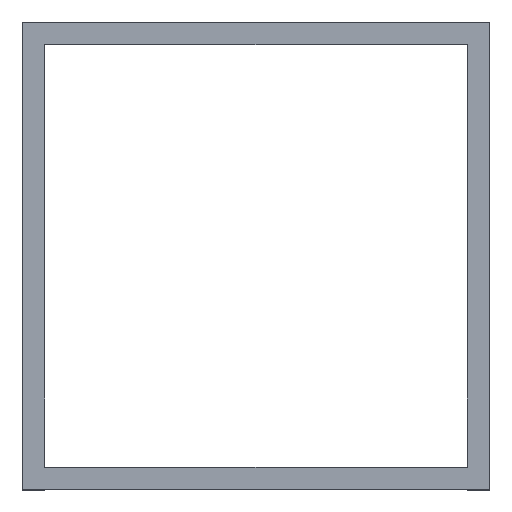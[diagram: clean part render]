
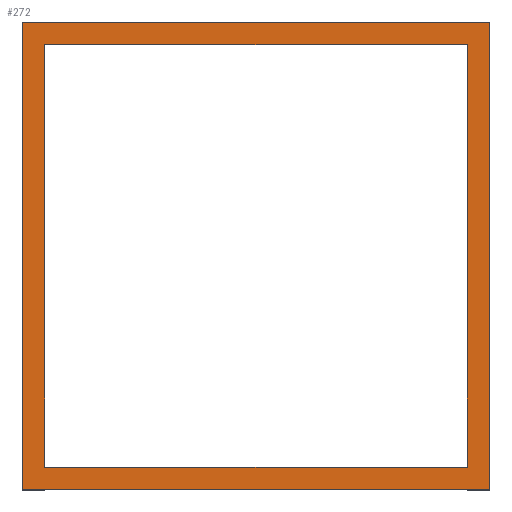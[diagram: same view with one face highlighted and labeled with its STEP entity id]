
A CAD part, top view. The second image highlights one B-rep face of the part: STEP entity #272.
In plain terms, the highlighted planar face has unit normal (0, 0, 1).
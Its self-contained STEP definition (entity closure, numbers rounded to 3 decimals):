
#32 = VERTEX_POINT('',#33);
#33 = CARTESIAN_POINT('',(-72.,-72.,37.));
#39 = EDGE_CURVE('',#32,#40,#42,.T.);
#40 = VERTEX_POINT('',#41);
#41 = CARTESIAN_POINT('',(72.,-72.,37.));
#42 = LINE('',#43,#44);
#43 = CARTESIAN_POINT('',(-72.,-72.,37.));
#44 = VECTOR('',#45,1.);
#45 = DIRECTION('',(1.,0.,0.));
#222 = EDGE_CURVE('',#40,#223,#225,.T.);
#223 = VERTEX_POINT('',#224);
#224 = CARTESIAN_POINT('',(72.,72.,37.));
#225 = LINE('',#226,#227);
#226 = CARTESIAN_POINT('',(72.,-72.,37.));
#227 = VECTOR('',#228,1.);
#228 = DIRECTION('',(0.,1.,0.));
#272 = ADVANCED_FACE('',(#273,#291),#325,.T.);
#273 = FACE_BOUND('',#274,.T.);
#274 = EDGE_LOOP('',(#275,#276,#277,#285));
#275 = ORIENTED_EDGE('',*,*,#39,.T.);
#276 = ORIENTED_EDGE('',*,*,#222,.T.);
#277 = ORIENTED_EDGE('',*,*,#278,.T.);
#278 = EDGE_CURVE('',#223,#279,#281,.T.);
#279 = VERTEX_POINT('',#280);
#280 = CARTESIAN_POINT('',(-72.,72.,37.));
#281 = LINE('',#282,#283);
#282 = CARTESIAN_POINT('',(72.,72.,37.));
#283 = VECTOR('',#284,1.);
#284 = DIRECTION('',(-1.,0.,0.));
#285 = ORIENTED_EDGE('',*,*,#286,.T.);
#286 = EDGE_CURVE('',#279,#32,#287,.T.);
#287 = LINE('',#288,#289);
#288 = CARTESIAN_POINT('',(-72.,72.,37.));
#289 = VECTOR('',#290,1.);
#290 = DIRECTION('',(0.,-1.,0.));
#291 = FACE_BOUND('',#292,.T.);
#292 = EDGE_LOOP('',(#293,#303,#311,#319));
#293 = ORIENTED_EDGE('',*,*,#294,.F.);
#294 = EDGE_CURVE('',#295,#297,#299,.T.);
#295 = VERTEX_POINT('',#296);
#296 = CARTESIAN_POINT('',(-65.,-65.,37.));
#297 = VERTEX_POINT('',#298);
#298 = CARTESIAN_POINT('',(65.,-65.,37.));
#299 = LINE('',#300,#301);
#300 = CARTESIAN_POINT('',(-65.,-65.,37.));
#301 = VECTOR('',#302,1.);
#302 = DIRECTION('',(1.,0.,0.));
#303 = ORIENTED_EDGE('',*,*,#304,.F.);
#304 = EDGE_CURVE('',#305,#295,#307,.T.);
#305 = VERTEX_POINT('',#306);
#306 = CARTESIAN_POINT('',(-65.,65.,37.));
#307 = LINE('',#308,#309);
#308 = CARTESIAN_POINT('',(-65.,65.,37.));
#309 = VECTOR('',#310,1.);
#310 = DIRECTION('',(0.,-1.,0.));
#311 = ORIENTED_EDGE('',*,*,#312,.F.);
#312 = EDGE_CURVE('',#313,#305,#315,.T.);
#313 = VERTEX_POINT('',#314);
#314 = CARTESIAN_POINT('',(65.,65.,37.));
#315 = LINE('',#316,#317);
#316 = CARTESIAN_POINT('',(65.,65.,37.));
#317 = VECTOR('',#318,1.);
#318 = DIRECTION('',(-1.,0.,0.));
#319 = ORIENTED_EDGE('',*,*,#320,.F.);
#320 = EDGE_CURVE('',#297,#313,#321,.T.);
#321 = LINE('',#322,#323);
#322 = CARTESIAN_POINT('',(65.,-65.,37.));
#323 = VECTOR('',#324,1.);
#324 = DIRECTION('',(0.,1.,0.));
#325 = PLANE('',#326);
#326 = AXIS2_PLACEMENT_3D('',#327,#328,#329);
#327 = CARTESIAN_POINT('',(0.,0.,37.));
#328 = DIRECTION('',(0.,0.,1.));
#329 = DIRECTION('',(1.,0.,0.));
